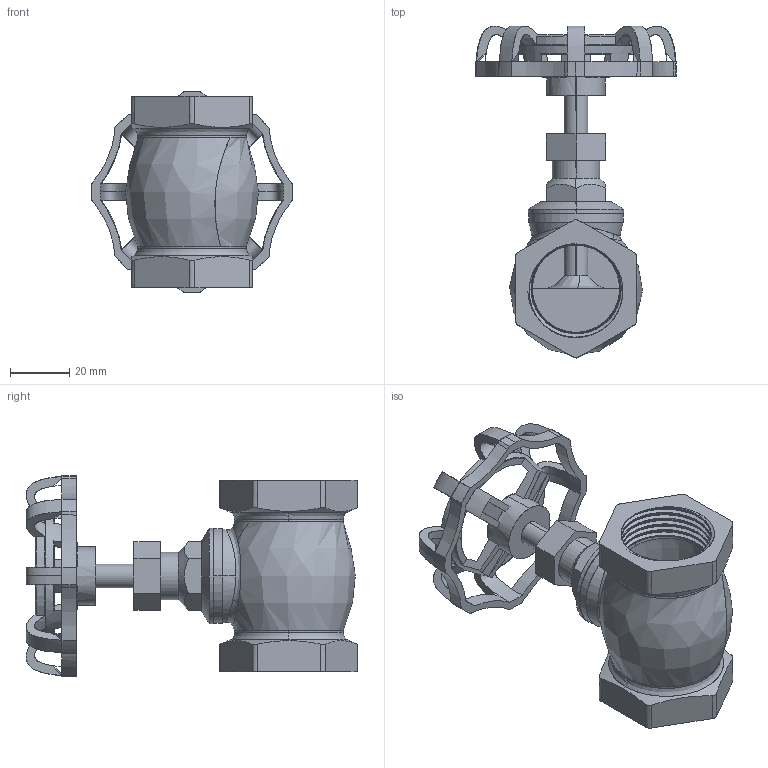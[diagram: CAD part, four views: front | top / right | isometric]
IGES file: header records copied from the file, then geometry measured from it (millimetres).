
Start section: SolidWorks IGES file using analytic representation for surfaces
Bounding box: 68 x 112.36 x 68 mm (x, y, z)
Surface area: 36404.1 mm2 (no closed solid volume)
Topology: 0 solids, 0 shells, 326 faces, 8561 edges, 8559 vertices
Faces by surface type: bspline 216, revolution 110
